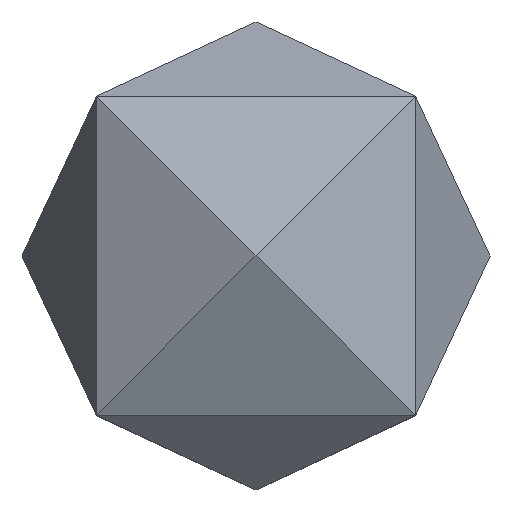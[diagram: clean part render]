
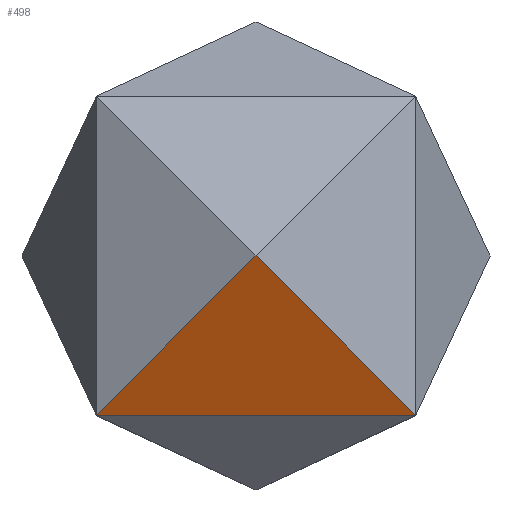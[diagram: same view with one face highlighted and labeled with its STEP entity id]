
A CAD part, top view. The second image highlights one B-rep face of the part: STEP entity #498.
In plain terms, the highlighted planar face has unit normal (0, -0.423, 0.906).
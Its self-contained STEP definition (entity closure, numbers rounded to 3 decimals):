
#126=CARTESIAN_POINT('',(-12.5,-12.5,25.));
#127=VERTEX_POINT('',#126);
#172=CARTESIAN_POINT('',(12.5,-12.5,25.));
#173=VERTEX_POINT('',#172);
#195=CARTESIAN_POINT('',(12.5,-12.5,25.));
#196=DIRECTION('',(-1.,0.,0.));
#197=VECTOR('',#196,25.);
#198=LINE('',#195,#197);
#199=EDGE_CURVE('',#173,#127,#198,.T.);
#439=CARTESIAN_POINT('',(-0.,-0.,30.829));
#440=VERTEX_POINT('',#439);
#447=CARTESIAN_POINT('',(0.,-0.,30.829));
#448=DIRECTION('',(0.672,-0.672,-0.313));
#449=VECTOR('',#448,18.614);
#450=LINE('',#447,#449);
#451=EDGE_CURVE('',#440,#173,#450,.T.);
#478=CARTESIAN_POINT('',(-0.,-0.,30.829));
#479=DIRECTION('',(-0.672,-0.672,-0.313));
#480=VECTOR('',#479,18.614);
#481=LINE('',#478,#480);
#482=EDGE_CURVE('',#440,#127,#481,.T.);
#488=CARTESIAN_POINT('',(0.,-12.5,25.));
#489=DIRECTION('',(0.,-0.423,0.906));
#490=DIRECTION('',(0.,-0.906,-0.423));
#491=AXIS2_PLACEMENT_3D('',#488,#489,#490);
#492=PLANE('',#491);
#493=ORIENTED_EDGE('',*,*,#199,.F.);
#494=ORIENTED_EDGE('',*,*,#451,.F.);
#495=ORIENTED_EDGE('',*,*,#482,.T.);
#496=EDGE_LOOP('',(#493,#494,#495));
#497=FACE_BOUND('',#496,.T.);
#498=ADVANCED_FACE('',(#497),#492,.T.);
